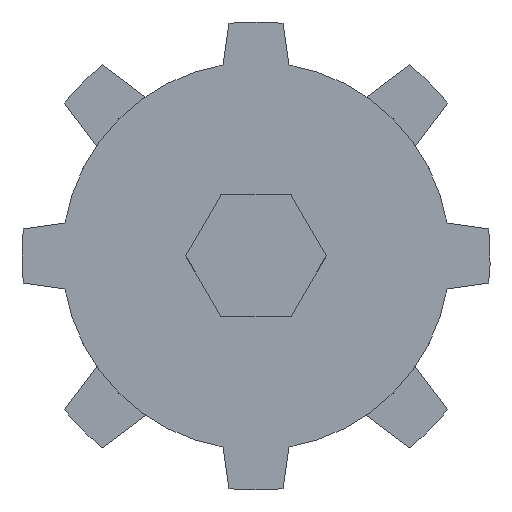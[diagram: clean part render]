
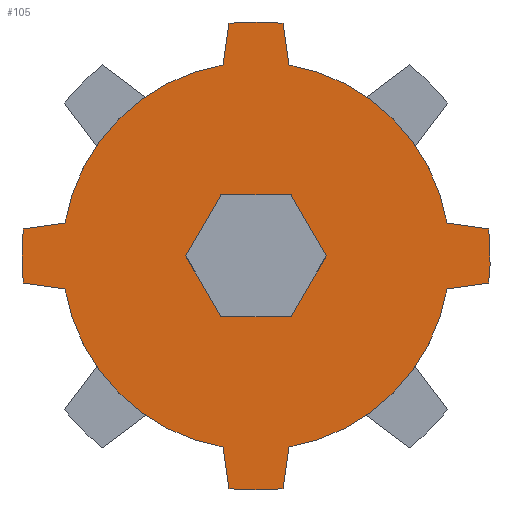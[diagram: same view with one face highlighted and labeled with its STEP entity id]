
A CAD part, top view. The second image highlights one B-rep face of the part: STEP entity #105.
In plain terms, the highlighted planar face has unit normal (0, 0, 1).
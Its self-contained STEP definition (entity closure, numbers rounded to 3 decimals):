
#105=ADVANCED_FACE('',(#238,#239),#240,.F.);
#238=FACE_BOUND('',#398,.T.);
#239=FACE_OUTER_BOUND('',#399,.T.);
#240=PLANE('',#400);
#398=EDGE_LOOP('',(#647,#648,#649,#650,#651,#652));
#399=EDGE_LOOP('',(#653,#654,#655,#656,#657,#658,#659,#660,#661,#662,#663,#664,#665,#666,#667,#668));
#400=AXIS2_PLACEMENT_3D('',#669,#670,#671);
#647=ORIENTED_EDGE('',*,*,#1017,.T.);
#648=ORIENTED_EDGE('',*,*,#1010,.T.);
#649=ORIENTED_EDGE('',*,*,#997,.T.);
#650=ORIENTED_EDGE('',*,*,#1029,.T.);
#651=ORIENTED_EDGE('',*,*,#1025,.T.);
#652=ORIENTED_EDGE('',*,*,#1021,.T.);
#653=ORIENTED_EDGE('',*,*,#1055,.T.);
#654=ORIENTED_EDGE('',*,*,#1056,.T.);
#655=ORIENTED_EDGE('',*,*,#1057,.T.);
#656=ORIENTED_EDGE('',*,*,#1058,.T.);
#657=ORIENTED_EDGE('',*,*,#1059,.T.);
#658=ORIENTED_EDGE('',*,*,#1060,.T.);
#659=ORIENTED_EDGE('',*,*,#1061,.T.);
#660=ORIENTED_EDGE('',*,*,#1062,.T.);
#661=ORIENTED_EDGE('',*,*,#1041,.T.);
#662=ORIENTED_EDGE('',*,*,#1063,.T.);
#663=ORIENTED_EDGE('',*,*,#1064,.T.);
#664=ORIENTED_EDGE('',*,*,#1065,.T.);
#665=ORIENTED_EDGE('',*,*,#1037,.T.);
#666=ORIENTED_EDGE('',*,*,#1066,.T.);
#667=ORIENTED_EDGE('',*,*,#1067,.T.);
#668=ORIENTED_EDGE('',*,*,#1068,.T.);
#669=CARTESIAN_POINT('',(0.0,0.0,60.));
#670=DIRECTION('',(0.0,0.0,-1.0));
#671=DIRECTION('',(-1.0,0.0,0.0));
#997=EDGE_CURVE('',#1194,#1195,#1196,.T.);
#1010=EDGE_CURVE('',#1215,#1194,#1216,.T.);
#1017=EDGE_CURVE('',#1224,#1215,#1225,.T.);
#1021=EDGE_CURVE('',#1230,#1224,#1231,.T.);
#1025=EDGE_CURVE('',#1236,#1230,#1237,.T.);
#1029=EDGE_CURVE('',#1195,#1236,#1242,.T.);
#1037=EDGE_CURVE('',#1254,#1252,#1255,.T.);
#1041=EDGE_CURVE('',#1262,#1260,#1263,.T.);
#1055=EDGE_CURVE('',#1288,#1289,#1290,.T.);
#1056=EDGE_CURVE('',#1289,#1291,#1292,.T.);
#1057=EDGE_CURVE('',#1291,#1293,#1294,.T.);
#1058=EDGE_CURVE('',#1293,#1295,#1296,.T.);
#1059=EDGE_CURVE('',#1295,#1297,#1298,.T.);
#1060=EDGE_CURVE('',#1297,#1299,#1300,.T.);
#1061=EDGE_CURVE('',#1299,#1301,#1302,.T.);
#1062=EDGE_CURVE('',#1301,#1262,#1303,.T.);
#1063=EDGE_CURVE('',#1260,#1304,#1305,.T.);
#1064=EDGE_CURVE('',#1304,#1306,#1307,.T.);
#1065=EDGE_CURVE('',#1306,#1254,#1308,.T.);
#1066=EDGE_CURVE('',#1252,#1309,#1310,.T.);
#1067=EDGE_CURVE('',#1309,#1311,#1312,.T.);
#1068=EDGE_CURVE('',#1311,#1288,#1313,.T.);
#1194=VERTEX_POINT('',#1485);
#1195=VERTEX_POINT('',#1486);
#1196=LINE('',#1487,#1488);
#1215=VERTEX_POINT('',#1516);
#1216=LINE('',#1517,#1518);
#1224=VERTEX_POINT('',#1530);
#1225=LINE('',#1531,#1532);
#1230=VERTEX_POINT('',#1539);
#1231=LINE('',#1540,#1541);
#1236=VERTEX_POINT('',#1548);
#1237=LINE('',#1549,#1550);
#1242=LINE('',#1557,#1558);
#1252=VERTEX_POINT('',#1570);
#1254=VERTEX_POINT('',#1576);
#1255=CIRCLE('',#1577,43.047);
#1260=VERTEX_POINT('',#1586);
#1262=VERTEX_POINT('',#1592);
#1263=CIRCLE('',#1593,43.047);
#1288=VERTEX_POINT('',#1639);
#1289=VERTEX_POINT('',#1640);
#1290=CIRCLE('',#1641,43.047);
#1291=VERTEX_POINT('',#1642);
#1292=LINE('',#1643,#1644);
#1293=VERTEX_POINT('',#1645);
#1294=CIRCLE('',#1646,52.0);
#1295=VERTEX_POINT('',#1647);
#1296=LINE('',#1648,#1649);
#1297=VERTEX_POINT('',#1650);
#1298=CIRCLE('',#1651,43.047);
#1299=VERTEX_POINT('',#1652);
#1300=LINE('',#1653,#1654);
#1301=VERTEX_POINT('',#1655);
#1302=CIRCLE('',#1656,52.0);
#1303=LINE('',#1657,#1658);
#1304=VERTEX_POINT('',#1659);
#1305=LINE('',#1660,#1661);
#1306=VERTEX_POINT('',#1662);
#1307=CIRCLE('',#1663,52.0);
#1308=LINE('',#1664,#1665);
#1309=VERTEX_POINT('',#1666);
#1310=LINE('',#1667,#1668);
#1311=VERTEX_POINT('',#1669);
#1312=CIRCLE('',#1670,52.0);
#1313=LINE('',#1671,#1672);
#1485=CARTESIAN_POINT('',(-7.794,13.5,60.));
#1486=CARTESIAN_POINT('',(7.794,13.5,60.));
#1487=CARTESIAN_POINT('',(3.897,13.5,60.));
#1488=VECTOR('',#1958,1.0);
#1516=CARTESIAN_POINT('',(-15.588,0.,60.));
#1517=CARTESIAN_POINT('',(-9.743,10.125,60.));
#1518=VECTOR('',#1968,1.0);
#1530=CARTESIAN_POINT('',(-7.794,-13.5,60.));
#1531=CARTESIAN_POINT('',(-13.64,-3.375,60.));
#1532=VECTOR('',#1973,1.0);
#1539=CARTESIAN_POINT('',(7.794,-13.5,60.));
#1540=CARTESIAN_POINT('',(-3.897,-13.5,60.));
#1541=VECTOR('',#1976,1.0);
#1548=CARTESIAN_POINT('',(15.588,0.,60.));
#1549=CARTESIAN_POINT('',(9.743,-10.125,60.));
#1550=VECTOR('',#1979,1.0);
#1557=CARTESIAN_POINT('',(13.64,3.375,60.));
#1558=VECTOR('',#1982,1.0);
#1570=CARTESIAN_POINT('',(42.424,-7.297,60.));
#1576=CARTESIAN_POINT('',(7.297,-42.424,60.));
#1577=AXIS2_PLACEMENT_3D('',#1988,#1989,#1990);
#1586=CARTESIAN_POINT('',(-7.297,-42.424,60.));
#1592=CARTESIAN_POINT('',(-42.424,-7.297,60.));
#1593=AXIS2_PLACEMENT_3D('',#1994,#1995,#1996);
#1639=CARTESIAN_POINT('',(42.424,7.297,60.));
#1640=CARTESIAN_POINT('',(7.297,42.424,60.));
#1641=AXIS2_PLACEMENT_3D('',#2016,#2017,#2018);
#1642=CARTESIAN_POINT('',(6.0,51.653,60.));
#1643=CARTESIAN_POINT('',(7.297,42.424,60.));
#1644=VECTOR('',#2019,9.319);
#1645=CARTESIAN_POINT('',(-6.0,51.653,60.));
#1646=AXIS2_PLACEMENT_3D('',#2020,#2021,#2022);
#1647=CARTESIAN_POINT('',(-7.297,42.424,60.));
#1648=CARTESIAN_POINT('',(-6.0,51.653,60.));
#1649=VECTOR('',#2023,9.319);
#1650=CARTESIAN_POINT('',(-42.424,7.297,60.));
#1651=AXIS2_PLACEMENT_3D('',#2024,#2025,#2026);
#1652=CARTESIAN_POINT('',(-51.653,6.0,60.));
#1653=CARTESIAN_POINT('',(-42.424,7.297,60.));
#1654=VECTOR('',#2027,9.319);
#1655=CARTESIAN_POINT('',(-51.653,-6.0,60.));
#1656=AXIS2_PLACEMENT_3D('',#2028,#2029,#2030);
#1657=CARTESIAN_POINT('',(-51.653,-6.0,60.));
#1658=VECTOR('',#2031,9.319);
#1659=CARTESIAN_POINT('',(-6.0,-51.653,60.));
#1660=CARTESIAN_POINT('',(-7.297,-42.424,60.));
#1661=VECTOR('',#2032,9.319);
#1662=CARTESIAN_POINT('',(6.0,-51.653,60.));
#1663=AXIS2_PLACEMENT_3D('',#2033,#2034,#2035);
#1664=CARTESIAN_POINT('',(6.0,-51.653,60.));
#1665=VECTOR('',#2036,9.319);
#1666=CARTESIAN_POINT('',(51.653,-6.0,60.));
#1667=CARTESIAN_POINT('',(42.424,-7.297,60.));
#1668=VECTOR('',#2037,9.319);
#1669=CARTESIAN_POINT('',(51.653,6.0,60.));
#1670=AXIS2_PLACEMENT_3D('',#2038,#2039,#2040);
#1671=CARTESIAN_POINT('',(51.653,6.0,60.));
#1672=VECTOR('',#2041,9.319);
#1958=DIRECTION('',(1.0,0.,0.0));
#1968=DIRECTION('',(0.5,0.866,0.0));
#1973=DIRECTION('',(-0.5,0.866,0.0));
#1976=DIRECTION('',(-1.0,0.,-0.0));
#1979=DIRECTION('',(-0.5,-0.866,-0.0));
#1982=DIRECTION('',(0.5,-0.866,0.0));
#1988=CARTESIAN_POINT('',(0.0,0.0,60.));
#1989=DIRECTION('',(0.,0.,1.0));
#1990=DIRECTION('',(0.17,-0.986,0.));
#1994=CARTESIAN_POINT('',(0.0,0.0,60.));
#1995=DIRECTION('',(0.,0.,1.0));
#1996=DIRECTION('',(-0.986,-0.17,0.));
#2016=CARTESIAN_POINT('',(0.0,0.0,60.));
#2017=DIRECTION('',(0.,0.,1.0));
#2018=DIRECTION('',(0.986,0.17,0.));
#2019=DIRECTION('',(-0.139,0.99,0.0));
#2020=CARTESIAN_POINT('',(0.0,0.0,60.));
#2021=DIRECTION('',(0.,0.,1.0));
#2022=DIRECTION('',(0.115,0.993,0.));
#2023=DIRECTION('',(-0.139,-0.99,0.0));
#2024=CARTESIAN_POINT('',(0.0,0.0,60.));
#2025=DIRECTION('',(0.,0.,1.0));
#2026=DIRECTION('',(-0.17,0.986,0.));
#2027=DIRECTION('',(-0.99,-0.139,0.0));
#2028=CARTESIAN_POINT('',(0.0,0.0,60.));
#2029=DIRECTION('',(0.,0.,1.0));
#2030=DIRECTION('',(-0.993,0.115,0.));
#2031=DIRECTION('',(0.99,-0.139,-0.0));
#2032=DIRECTION('',(0.139,-0.99,-0.0));
#2033=CARTESIAN_POINT('',(0.0,0.0,60.));
#2034=DIRECTION('',(0.,0.,1.0));
#2035=DIRECTION('',(-0.115,-0.993,0.));
#2036=DIRECTION('',(0.139,0.99,0.0));
#2037=DIRECTION('',(0.99,0.139,0.0));
#2038=CARTESIAN_POINT('',(0.0,0.0,60.));
#2039=DIRECTION('',(0.,0.,1.0));
#2040=DIRECTION('',(0.993,-0.115,0.));
#2041=DIRECTION('',(-0.99,0.139,0.0));
